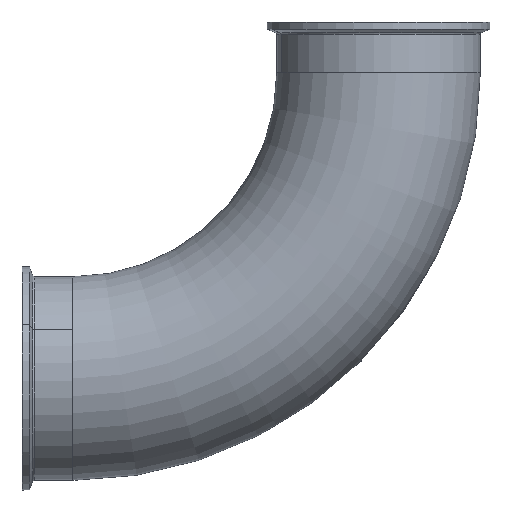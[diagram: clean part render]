
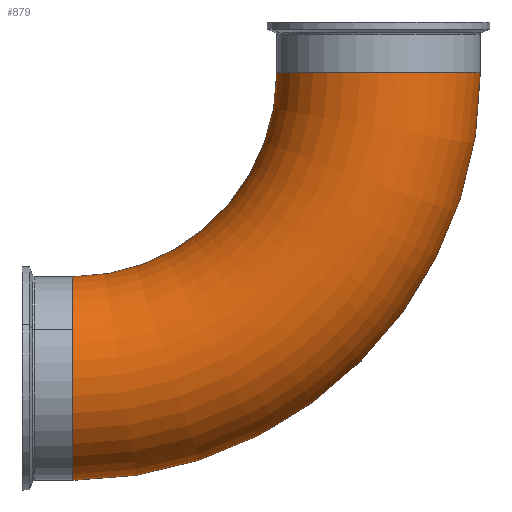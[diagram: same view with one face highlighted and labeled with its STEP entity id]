
A CAD part, front view. The second image highlights one B-rep face of the part: STEP entity #879.
In plain terms, the highlighted toroidal (fillet/blend) face has major radius 228.6 mm and minor radius 76.2 mm.
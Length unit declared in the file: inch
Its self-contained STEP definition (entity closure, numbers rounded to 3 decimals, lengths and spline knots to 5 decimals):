
#56 = EDGE_CURVE ( 'NONE', #235, #570, #798, .T. ) ;
#80 = AXIS2_PLACEMENT_3D ( 'NONE', #636, #344, #851 ) ;
#85 = EDGE_CURVE ( 'NONE', #922, #987, #96, .T. ) ;
#96 = CIRCLE ( 'NONE', #498, 3. ) ;
#120 = DIRECTION ( 'NONE',  ( 0., 0., -1. ) ) ;
#143 = DIRECTION ( 'NONE',  ( 0., -1., 0. ) ) ;
#190 = ORIENTED_EDGE ( 'NONE', *, *, #56, .T. ) ;
#204 = DIRECTION ( 'NONE',  ( 1., 0., 0. ) ) ;
#235 = VERTEX_POINT ( 'NONE', #387 ) ;
#268 = CARTESIAN_POINT ( 'NONE',  ( 0., 0., -9. ) ) ;
#338 = ORIENTED_EDGE ( 'NONE', *, *, #630, .F. ) ;
#344 = DIRECTION ( 'NONE',  ( 0., -1., 0. ) ) ;
#367 = CARTESIAN_POINT ( 'NONE',  ( 0., 0., 0. ) ) ;
#387 = CARTESIAN_POINT ( 'NONE',  ( 0., 0., -6. ) ) ;
#402 = CIRCLE ( 'NONE', #80, 6. ) ;
#498 = AXIS2_PLACEMENT_3D ( 'NONE', #666, #956, #591 ) ;
#520 = AXIS2_PLACEMENT_3D ( 'NONE', #268, #204, #120 ) ;
#570 = VERTEX_POINT ( 'NONE', #920 ) ;
#591 = DIRECTION ( 'NONE',  ( 1., 0., 0. ) ) ;
#630 = EDGE_CURVE ( 'NONE', #235, #922, #402, .T. ) ;
#636 = CARTESIAN_POINT ( 'NONE',  ( 0., 0., 0. ) ) ;
#666 = CARTESIAN_POINT ( 'NONE',  ( 9., 0., 0. ) ) ;
#688 = EDGE_CURVE ( 'NONE', #570, #987, #808, .T. ) ;
#691 = ORIENTED_EDGE ( 'NONE', *, *, #688, .T. ) ;
#706 = CARTESIAN_POINT ( 'NONE',  ( 12., 0., 0. ) ) ;
#719 = AXIS2_PLACEMENT_3D ( 'NONE', #367, #909, #983 ) ;
#763 = CARTESIAN_POINT ( 'NONE',  ( 0., 0., 0. ) ) ;
#769 = AXIS2_PLACEMENT_3D ( 'NONE', #763, #143, #839 ) ;
#798 = CIRCLE ( 'NONE', #520, 3. ) ;
#808 = CIRCLE ( 'NONE', #769, 12. ) ;
#813 = EDGE_LOOP ( 'NONE', ( #190, #691, #932, #338 ) ) ;
#839 = DIRECTION ( 'NONE',  ( 0., 0., -1. ) ) ;
#851 = DIRECTION ( 'NONE',  ( 0., 0., -1. ) ) ;
#873 = FACE_OUTER_BOUND ( 'NONE', #813, .T. ) ;
#879 = ADVANCED_FACE ( 'NONE', ( #873 ), #957, .T. ) ;
#909 = DIRECTION ( 'NONE',  ( 0., -1., 0. ) ) ;
#920 = CARTESIAN_POINT ( 'NONE',  ( 0., 0., -12. ) ) ;
#922 = VERTEX_POINT ( 'NONE', #977 ) ;
#932 = ORIENTED_EDGE ( 'NONE', *, *, #85, .F. ) ;
#956 = DIRECTION ( 'NONE',  ( 0., 0., 1. ) ) ;
#957 = TOROIDAL_SURFACE ( 'NONE', #719, 9., 3. ) ;
#977 = CARTESIAN_POINT ( 'NONE',  ( 6., 0., 0. ) ) ;
#983 = DIRECTION ( 'NONE',  ( 0., 0., -1. ) ) ;
#987 = VERTEX_POINT ( 'NONE', #706 ) ;
